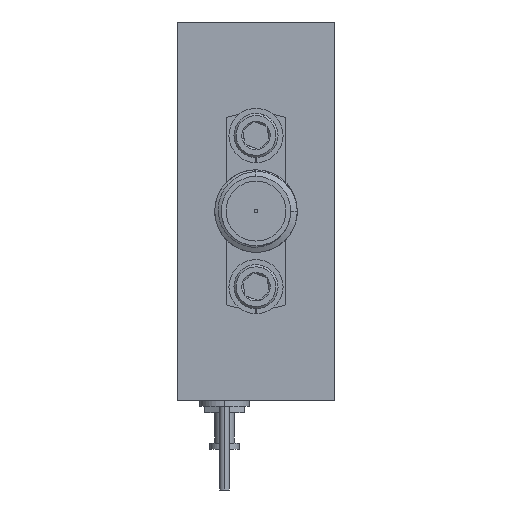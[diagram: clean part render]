
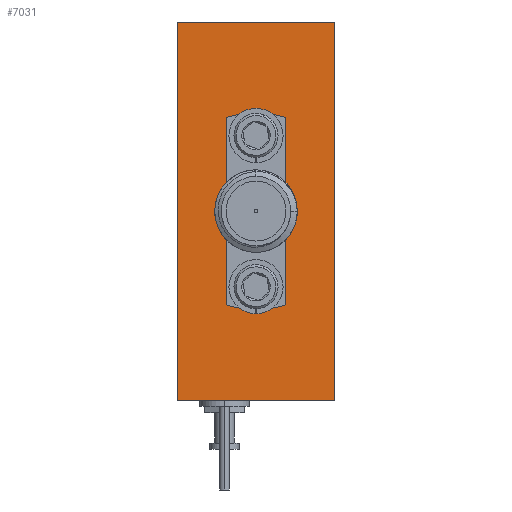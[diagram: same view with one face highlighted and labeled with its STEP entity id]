
A CAD part, left-side view. The second image highlights one B-rep face of the part: STEP entity #7031.
In plain terms, the highlighted planar face has unit normal (-1, 0, 0).
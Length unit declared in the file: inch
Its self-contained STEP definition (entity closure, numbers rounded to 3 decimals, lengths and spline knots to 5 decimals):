
#746 = DIRECTION ( 'NONE',  ( 1., 0., 0. ) ) ;
#786 = CARTESIAN_POINT ( 'NONE',  ( -1., 0.5, 0.6 ) ) ;
#1233 = VERTEX_POINT ( 'NONE', #7079 ) ;
#1478 = CARTESIAN_POINT ( 'NONE',  ( -1., 0., 0.6 ) ) ;
#1943 = LINE ( 'NONE', #11371, #6325 ) ;
#2152 = CIRCLE ( 'NONE', #10292, 0.075 ) ;
#2188 = DIRECTION ( 'NONE',  ( 0., 0., -1. ) ) ;
#2204 = EDGE_LOOP ( 'NONE', ( #14809, #14234, #9271, #7138 ) ) ;
#2414 = EDGE_LOOP ( 'NONE', ( #11609, #5740 ) ) ;
#2518 = PLANE ( 'NONE',  #10594 ) ;
#2744 = EDGE_CURVE ( 'NONE', #8405, #11722, #10486, .T. ) ;
#2807 = DIRECTION ( 'NONE',  ( 0., 0., 1. ) ) ;
#3420 = EDGE_CURVE ( 'NONE', #12091, #1233, #2152, .T. ) ;
#3480 = CARTESIAN_POINT ( 'NONE',  ( -1., 0.5, -0.6 ) ) ;
#4318 = CARTESIAN_POINT ( 'NONE',  ( -1., 0.25, 0.075 ) ) ;
#5093 = CARTESIAN_POINT ( 'NONE',  ( -1., 0.25, 0. ) ) ;
#5218 = VECTOR ( 'NONE', #2807, 39.37008 ) ;
#5227 = EDGE_CURVE ( 'NONE', #1233, #12091, #12521, .T. ) ;
#5614 = CARTESIAN_POINT ( 'NONE',  ( -1., 0.25, 0. ) ) ;
#5740 = ORIENTED_EDGE ( 'NONE', *, *, #5227, .T. ) ;
#6015 = FACE_OUTER_BOUND ( 'NONE', #2204, .T. ) ;
#6325 = VECTOR ( 'NONE', #7685, 39.37008 ) ;
#6394 = DIRECTION ( 'NONE',  ( 0., -1., 0. ) ) ;
#6549 = LINE ( 'NONE', #8698, #13046 ) ;
#7031 = ADVANCED_FACE ( 'NONE', ( #13158, #6015 ), #2518, .T. ) ;
#7079 = CARTESIAN_POINT ( 'NONE',  ( -1., 0.25, -0.075 ) ) ;
#7138 = ORIENTED_EDGE ( 'NONE', *, *, #2744, .T. ) ;
#7685 = DIRECTION ( 'NONE',  ( 0., 0., 1. ) ) ;
#7775 = LINE ( 'NONE', #14546, #5218 ) ;
#8405 = VERTEX_POINT ( 'NONE', #13820 ) ;
#8698 = CARTESIAN_POINT ( 'NONE',  ( -1., 0.5, 0.6 ) ) ;
#9271 = ORIENTED_EDGE ( 'NONE', *, *, #10201, .F. ) ;
#9618 = VECTOR ( 'NONE', #10879, 39.37008 ) ;
#10201 = EDGE_CURVE ( 'NONE', #8405, #12577, #1943, .T. ) ;
#10292 = AXIS2_PLACEMENT_3D ( 'NONE', #5614, #15009, #2188 ) ;
#10486 = LINE ( 'NONE', #3480, #9618 ) ;
#10594 = AXIS2_PLACEMENT_3D ( 'NONE', #5093, #13090, #12030 ) ;
#10770 = AXIS2_PLACEMENT_3D ( 'NONE', #11577, #746, #11349 ) ;
#10879 = DIRECTION ( 'NONE',  ( 0., -1., 0. ) ) ;
#11349 = DIRECTION ( 'NONE',  ( 0., 0., -1. ) ) ;
#11371 = CARTESIAN_POINT ( 'NONE',  ( -1., 0.5, 0.6 ) ) ;
#11577 = CARTESIAN_POINT ( 'NONE',  ( -1., 0.25, 0. ) ) ;
#11609 = ORIENTED_EDGE ( 'NONE', *, *, #3420, .T. ) ;
#11722 = VERTEX_POINT ( 'NONE', #12520 ) ;
#12030 = DIRECTION ( 'NONE',  ( 0., 0., 1. ) ) ;
#12091 = VERTEX_POINT ( 'NONE', #4318 ) ;
#12485 = EDGE_CURVE ( 'NONE', #11722, #13422, #7775, .T. ) ;
#12507 = EDGE_CURVE ( 'NONE', #12577, #13422, #6549, .T. ) ;
#12520 = CARTESIAN_POINT ( 'NONE',  ( -1., 0., -0.6 ) ) ;
#12521 = CIRCLE ( 'NONE', #10770, 0.075 ) ;
#12577 = VERTEX_POINT ( 'NONE', #786 ) ;
#13046 = VECTOR ( 'NONE', #6394, 39.37008 ) ;
#13090 = DIRECTION ( 'NONE',  ( -1., 0., 0. ) ) ;
#13158 = FACE_BOUND ( 'NONE', #2414, .T. ) ;
#13422 = VERTEX_POINT ( 'NONE', #1478 ) ;
#13820 = CARTESIAN_POINT ( 'NONE',  ( -1., 0.5, -0.6 ) ) ;
#14234 = ORIENTED_EDGE ( 'NONE', *, *, #12507, .F. ) ;
#14546 = CARTESIAN_POINT ( 'NONE',  ( -1., 0., 0.6 ) ) ;
#14809 = ORIENTED_EDGE ( 'NONE', *, *, #12485, .T. ) ;
#15009 = DIRECTION ( 'NONE',  ( 1., 0., 0. ) ) ;
